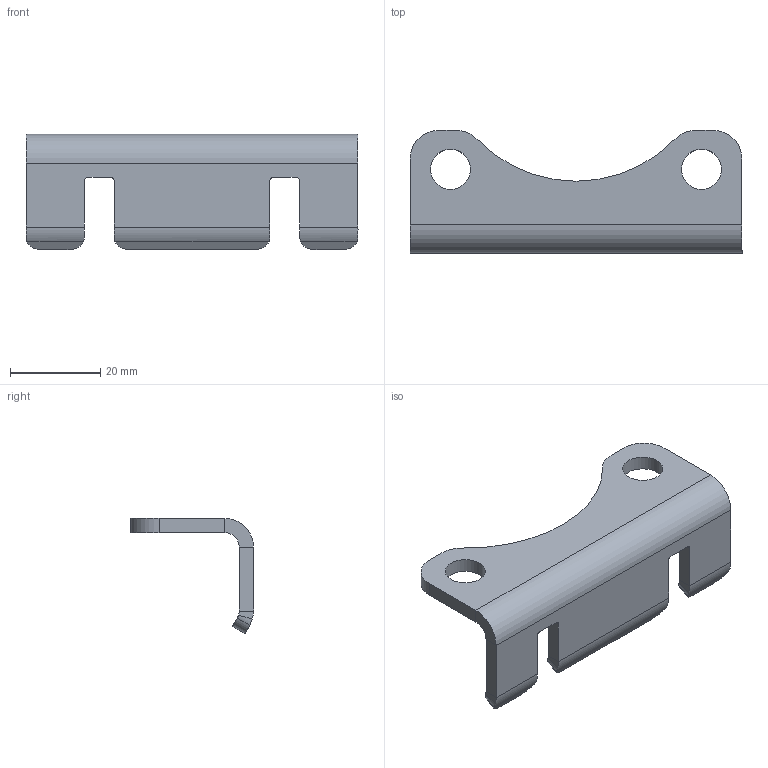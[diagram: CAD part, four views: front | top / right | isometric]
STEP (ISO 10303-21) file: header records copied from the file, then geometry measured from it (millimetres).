
FILE_DESCRIPTION(/* description */ ('Mounting Plate'),/* implementation_level */ '2;1');
FILE_NAME(/* name */ 'V10271.stp',/* time_stamp */ '2016-12-05T11:16:20-05:00',/* author */ ('Aaron'),/* organization */ (''),/* preprocessor_version */ 'ST-DEVELOPER v16.5',/* originating_system */ 'Autodesk Inventor 2017',/* authorisation */ '');
FILE_SCHEMA (('AUTOMOTIVE_DESIGN { 1 0 10303 214 3 1 1 }'));
Length unit declared in the file: inch
Products named in the file (1): V10271
Bounding box: 73.66 x 27.3 x 25.53 mm (x, y, z)
Volume: 8711.2 mm3; surface area: 6602.8 mm2
Topology: 1 solids, 1 shells, 64 faces, 160 edges, 98 vertices
Faces by surface type: plane 33, cylinder 25, bspline 6
Full cylindrical faces by diameter (mm): 8.89 x2
Entity records: 2888 total; most frequent: CARTESIAN_POINT 1335, ORIENTED_EDGE 316, DIRECTION 314, EDGE_CURVE 158, AXIS2_PLACEMENT_3D 109, VERTEX_POINT 98, LINE 96, VECTOR 96
